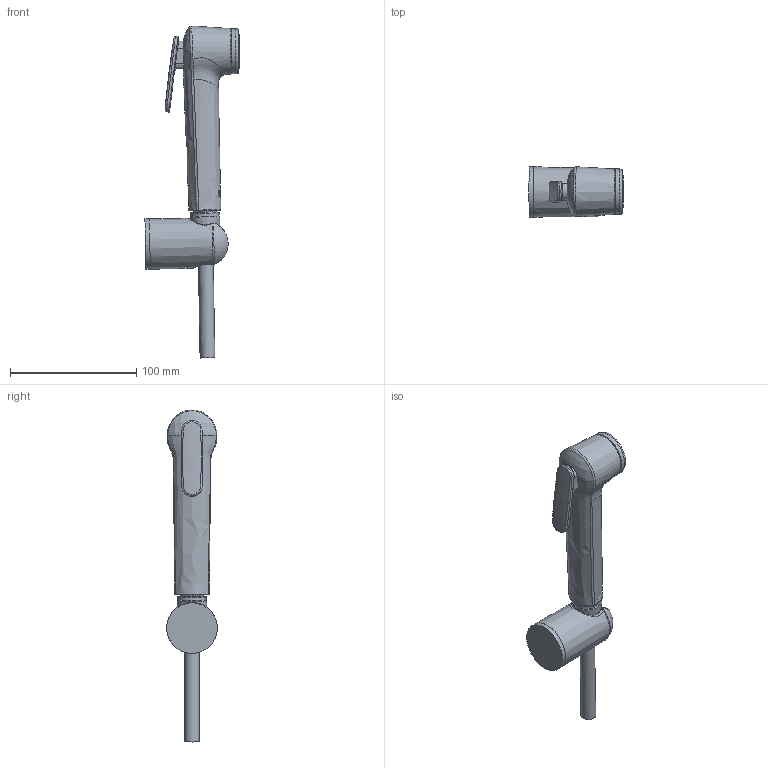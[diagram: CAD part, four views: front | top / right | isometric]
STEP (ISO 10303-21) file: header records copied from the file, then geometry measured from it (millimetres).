
FILE_DESCRIPTION(/* description */ ('Unknown'),/* implementation_level */ '2;1');
FILE_NAME(/* name */ '26175001',/* time_stamp */ '2022-09-02T11:16:48+02:00',/* author */ ('Unknown'),/* organization */ ('GROHE AG'),/* preprocessor_version */ 'ST-DEVELOPER v16.7',/* originating_system */ 'DEX',/* authorisation */ $);
FILE_SCHEMA (('AUTOMOTIVE_DESIGN {1 0 10303 214 3 1 1}'));
Length unit declared in the file: millimetre
Products named in the file (3): 26175001; id11; A4285850_trigger_G5_in 3in1 valve_141202_17
Assembly tree (2 placements, depth 2):
  26175001
    id11
    A4285850_trigger_G5_in 3in1 valve_141202_17
Bounding box: 74.39 x 40 x 262.51 mm (x, y, z)
Volume: 11838.3 mm3; surface area: 45359.2 mm2
Topology: 1 solids, 42 shells, 270 faces, 1082 edges, 840 vertices
Faces by surface type: bspline 99, cone 62, plane 58, torus 33, cylinder 15, sphere 3
Full cylindrical faces by diameter (mm): 11.7 x1, 18.2 x1, 19.9 x1, 22.6 x1, 32 x1, 35.888 x1, 40 x1
Entity records: 22646 total; most frequent: CARTESIAN_POINT 15164, ORIENTED_EDGE 1240, EDGE_CURVE 920, DIRECTION 800, VERTEX_POINT 783, B_SPLINE_CURVE_WITH_KNOTS 638, EDGE_LOOP 431, FACE_BOUND 431
